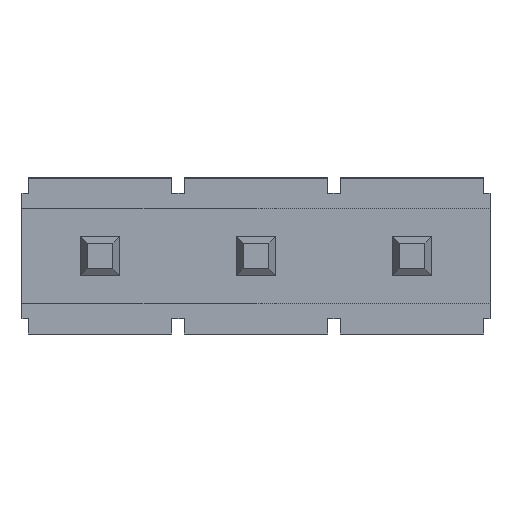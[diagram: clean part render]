
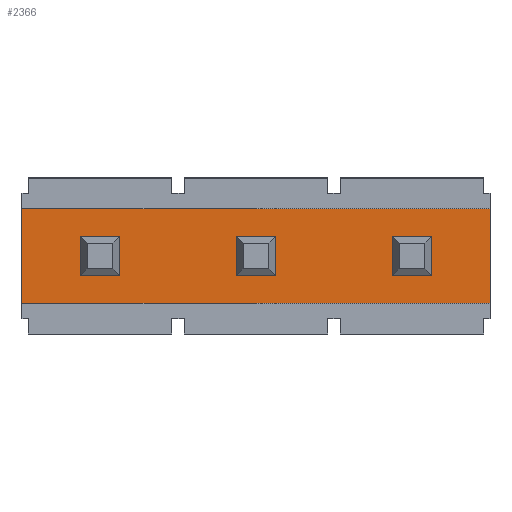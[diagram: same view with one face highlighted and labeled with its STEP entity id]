
A CAD part, front view. The second image highlights one B-rep face of the part: STEP entity #2366.
In plain terms, the highlighted planar face has unit normal (0, -1, 0).
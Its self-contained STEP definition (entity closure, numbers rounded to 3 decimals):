
#7 = VECTOR ( 'NONE', #2222, 1000. ) ;
#19 = CARTESIAN_POINT ( 'NONE',  ( 3.81, 0.75, 0.77 ) ) ;
#95 = EDGE_CURVE ( 'NONE', #887, #1691, #895, .T. ) ;
#118 = CARTESIAN_POINT ( 'NONE',  ( -2.86, 0.75, 0.32 ) ) ;
#146 = VECTOR ( 'NONE', #1609, 1000. ) ;
#164 = LINE ( 'NONE', #1572, #1319 ) ;
#181 = EDGE_CURVE ( 'NONE', #2137, #1113, #164, .T. ) ;
#190 = LINE ( 'NONE', #1136, #713 ) ;
#194 = VERTEX_POINT ( 'NONE', #2340 ) ;
#220 = DIRECTION ( 'NONE',  ( 0., 0., 1. ) ) ;
#255 = DIRECTION ( 'NONE',  ( -1., 0., 0. ) ) ;
#267 = ORIENTED_EDGE ( 'NONE', *, *, #2409, .F. ) ;
#272 = LINE ( 'NONE', #2822, #1376 ) ;
#290 = CARTESIAN_POINT ( 'NONE',  ( 3.81, 0.75, 0.77 ) ) ;
#299 = LINE ( 'NONE', #1029, #1924 ) ;
#309 = CARTESIAN_POINT ( 'NONE',  ( -2.22, 0.75, 0.77 ) ) ;
#315 = CARTESIAN_POINT ( 'NONE',  ( 3.81, 0.75, 0.77 ) ) ;
#331 = CARTESIAN_POINT ( 'NONE',  ( 0.32, 0.75, 0.32 ) ) ;
#361 = FACE_BOUND ( 'NONE', #2776, .T. ) ;
#409 = VECTOR ( 'NONE', #3016, 1000. ) ;
#456 = LINE ( 'NONE', #1552, #146 ) ;
#544 = LINE ( 'NONE', #309, #1672 ) ;
#550 = PLANE ( 'NONE',  #766 ) ;
#552 = VERTEX_POINT ( 'NONE', #1861 ) ;
#557 = VERTEX_POINT ( 'NONE', #629 ) ;
#566 = DIRECTION ( 'NONE',  ( 1., 0., 0. ) ) ;
#581 = CARTESIAN_POINT ( 'NONE',  ( 2.86, 0.75, 0.77 ) ) ;
#629 = CARTESIAN_POINT ( 'NONE',  ( 0.32, 0.75, -0.32 ) ) ;
#653 = CARTESIAN_POINT ( 'NONE',  ( -0.32, 0.75, -0.32 ) ) ;
#679 = CARTESIAN_POINT ( 'NONE',  ( 3.81, 0.75, -0.32 ) ) ;
#703 = VECTOR ( 'NONE', #845, 1000. ) ;
#713 = VECTOR ( 'NONE', #2057, 1000. ) ;
#766 = AXIS2_PLACEMENT_3D ( 'NONE', #1476, #2168, #2467 ) ;
#788 = FACE_BOUND ( 'NONE', #1647, .T. ) ;
#791 = ORIENTED_EDGE ( 'NONE', *, *, #2002, .T. ) ;
#794 = DIRECTION ( 'NONE',  ( 0., 0., -1. ) ) ;
#845 = DIRECTION ( 'NONE',  ( -1., 0., 0. ) ) ;
#872 = VERTEX_POINT ( 'NONE', #2757 ) ;
#883 = EDGE_CURVE ( 'NONE', #557, #1896, #456, .T. ) ;
#887 = VERTEX_POINT ( 'NONE', #2990 ) ;
#894 = ORIENTED_EDGE ( 'NONE', *, *, #1690, .T. ) ;
#895 = LINE ( 'NONE', #1156, #1465 ) ;
#969 = ORIENTED_EDGE ( 'NONE', *, *, #2458, .T. ) ;
#979 = DIRECTION ( 'NONE',  ( 0., 0., -1. ) ) ;
#1029 = CARTESIAN_POINT ( 'NONE',  ( 3.81, 0.75, 0.32 ) ) ;
#1091 = ORIENTED_EDGE ( 'NONE', *, *, #1688, .F. ) ;
#1113 = VERTEX_POINT ( 'NONE', #1124 ) ;
#1122 = DIRECTION ( 'NONE',  ( 0., 0., 1. ) ) ;
#1124 = CARTESIAN_POINT ( 'NONE',  ( 2.86, 0.75, 0.32 ) ) ;
#1136 = CARTESIAN_POINT ( 'NONE',  ( 0.32, 0.75, 0.77 ) ) ;
#1156 = CARTESIAN_POINT ( 'NONE',  ( -2.86, 0.75, 0.77 ) ) ;
#1157 = CARTESIAN_POINT ( 'NONE',  ( 3.81, 0.75, -0.77 ) ) ;
#1220 = CARTESIAN_POINT ( 'NONE',  ( -3.81, 0.75, -0.77 ) ) ;
#1264 = EDGE_CURVE ( 'NONE', #1896, #194, #272, .T. ) ;
#1287 = LINE ( 'NONE', #1542, #703 ) ;
#1319 = VECTOR ( 'NONE', #2323, 1000. ) ;
#1376 = VECTOR ( 'NONE', #220, 1000. ) ;
#1422 = EDGE_CURVE ( 'NONE', #1691, #1639, #1616, .T. ) ;
#1427 = CARTESIAN_POINT ( 'NONE',  ( 2.22, 0.75, 0.77 ) ) ;
#1465 = VECTOR ( 'NONE', #1122, 1000. ) ;
#1476 = CARTESIAN_POINT ( 'NONE',  ( 3.81, 0.75, 0.77 ) ) ;
#1481 = VECTOR ( 'NONE', #2527, 1000. ) ;
#1486 = CARTESIAN_POINT ( 'NONE',  ( 2.22, 0.75, -0.32 ) ) ;
#1542 = CARTESIAN_POINT ( 'NONE',  ( 3.81, 0.75, -0.32 ) ) ;
#1552 = CARTESIAN_POINT ( 'NONE',  ( 3.81, 0.75, -0.32 ) ) ;
#1570 = CARTESIAN_POINT ( 'NONE',  ( 3.81, 0.75, 0.32 ) ) ;
#1572 = CARTESIAN_POINT ( 'NONE',  ( 3.81, 0.75, 0.32 ) ) ;
#1573 = CARTESIAN_POINT ( 'NONE',  ( 3.81, 0.75, -0.77 ) ) ;
#1609 = DIRECTION ( 'NONE',  ( -1., 0., 0. ) ) ;
#1616 = LINE ( 'NONE', #1570, #1481 ) ;
#1629 = ORIENTED_EDGE ( 'NONE', *, *, #1264, .T. ) ;
#1639 = VERTEX_POINT ( 'NONE', #2848 ) ;
#1644 = ORIENTED_EDGE ( 'NONE', *, *, #1741, .T. ) ;
#1645 = EDGE_CURVE ( 'NONE', #1639, #552, #544, .T. ) ;
#1647 = EDGE_LOOP ( 'NONE', ( #2178, #2847, #1871, #1629 ) ) ;
#1672 = VECTOR ( 'NONE', #794, 1000. ) ;
#1673 = VERTEX_POINT ( 'NONE', #1486 ) ;
#1688 = EDGE_CURVE ( 'NONE', #2568, #2524, #2396, .T. ) ;
#1690 = EDGE_CURVE ( 'NONE', #2897, #2174, #2665, .T. ) ;
#1691 = VERTEX_POINT ( 'NONE', #118 ) ;
#1733 = VECTOR ( 'NONE', #2454, 1000. ) ;
#1741 = EDGE_CURVE ( 'NONE', #552, #887, #1287, .T. ) ;
#1760 = LINE ( 'NONE', #581, #7 ) ;
#1861 = CARTESIAN_POINT ( 'NONE',  ( -2.22, 0.75, -0.32 ) ) ;
#1871 = ORIENTED_EDGE ( 'NONE', *, *, #883, .T. ) ;
#1874 = VECTOR ( 'NONE', #255, 1000. ) ;
#1896 = VERTEX_POINT ( 'NONE', #653 ) ;
#1904 = EDGE_LOOP ( 'NONE', ( #894, #267, #1091, #2171 ) ) ;
#1924 = VECTOR ( 'NONE', #566, 1000. ) ;
#1945 = ORIENTED_EDGE ( 'NONE', *, *, #95, .T. ) ;
#1959 = ORIENTED_EDGE ( 'NONE', *, *, #1645, .T. ) ;
#1960 = CARTESIAN_POINT ( 'NONE',  ( -3.81, 0.75, 0.77 ) ) ;
#2002 = EDGE_CURVE ( 'NONE', #1113, #872, #1760, .T. ) ;
#2009 = ORIENTED_EDGE ( 'NONE', *, *, #2499, .T. ) ;
#2022 = CARTESIAN_POINT ( 'NONE',  ( 2.22, 0.75, 0.32 ) ) ;
#2057 = DIRECTION ( 'NONE',  ( 0., 0., -1. ) ) ;
#2058 = ORIENTED_EDGE ( 'NONE', *, *, #1422, .T. ) ;
#2137 = VERTEX_POINT ( 'NONE', #2022 ) ;
#2165 = EDGE_CURVE ( 'NONE', #2568, #2897, #2556, .T. ) ;
#2168 = DIRECTION ( 'NONE',  ( 0., 1., 0. ) ) ;
#2171 = ORIENTED_EDGE ( 'NONE', *, *, #2165, .T. ) ;
#2174 = VERTEX_POINT ( 'NONE', #1220 ) ;
#2178 = ORIENTED_EDGE ( 'NONE', *, *, #2616, .T. ) ;
#2222 = DIRECTION ( 'NONE',  ( 0., 0., -1. ) ) ;
#2234 = DIRECTION ( 'NONE',  ( -1., 0., 0. ) ) ;
#2244 = VECTOR ( 'NONE', #2878, 1000. ) ;
#2284 = VECTOR ( 'NONE', #979, 1000. ) ;
#2323 = DIRECTION ( 'NONE',  ( 1., 0., 0. ) ) ;
#2340 = CARTESIAN_POINT ( 'NONE',  ( -0.32, 0.75, 0.32 ) ) ;
#2366 = ADVANCED_FACE ( 'NONE', ( #361, #2856, #788, #2615 ), #550, .F. ) ;
#2396 = LINE ( 'NONE', #19, #2284 ) ;
#2409 = EDGE_CURVE ( 'NONE', #2524, #2174, #2939, .T. ) ;
#2454 = DIRECTION ( 'NONE',  ( -1., 0., 0. ) ) ;
#2458 = EDGE_CURVE ( 'NONE', #872, #1673, #2735, .T. ) ;
#2467 = DIRECTION ( 'NONE',  ( 0., 0., 1. ) ) ;
#2484 = VECTOR ( 'NONE', #2234, 1000. ) ;
#2499 = EDGE_CURVE ( 'NONE', #1673, #2137, #2535, .T. ) ;
#2524 = VERTEX_POINT ( 'NONE', #1157 ) ;
#2527 = DIRECTION ( 'NONE',  ( 1., 0., 0. ) ) ;
#2535 = LINE ( 'NONE', #1427, #409 ) ;
#2556 = LINE ( 'NONE', #290, #1874 ) ;
#2568 = VERTEX_POINT ( 'NONE', #315 ) ;
#2585 = VERTEX_POINT ( 'NONE', #331 ) ;
#2615 = FACE_OUTER_BOUND ( 'NONE', #1904, .T. ) ;
#2616 = EDGE_CURVE ( 'NONE', #194, #2585, #299, .T. ) ;
#2665 = LINE ( 'NONE', #1960, #2244 ) ;
#2694 = EDGE_LOOP ( 'NONE', ( #2985, #791, #969, #2009 ) ) ;
#2735 = LINE ( 'NONE', #679, #2484 ) ;
#2757 = CARTESIAN_POINT ( 'NONE',  ( 2.86, 0.75, -0.32 ) ) ;
#2776 = EDGE_LOOP ( 'NONE', ( #2058, #1959, #1644, #1945 ) ) ;
#2783 = CARTESIAN_POINT ( 'NONE',  ( -3.81, 0.75, 0.77 ) ) ;
#2822 = CARTESIAN_POINT ( 'NONE',  ( -0.32, 0.75, 0.77 ) ) ;
#2847 = ORIENTED_EDGE ( 'NONE', *, *, #2975, .T. ) ;
#2848 = CARTESIAN_POINT ( 'NONE',  ( -2.22, 0.75, 0.32 ) ) ;
#2856 = FACE_BOUND ( 'NONE', #2694, .T. ) ;
#2878 = DIRECTION ( 'NONE',  ( 0., 0., -1. ) ) ;
#2897 = VERTEX_POINT ( 'NONE', #2783 ) ;
#2939 = LINE ( 'NONE', #1573, #1733 ) ;
#2975 = EDGE_CURVE ( 'NONE', #2585, #557, #190, .T. ) ;
#2985 = ORIENTED_EDGE ( 'NONE', *, *, #181, .T. ) ;
#2990 = CARTESIAN_POINT ( 'NONE',  ( -2.86, 0.75, -0.32 ) ) ;
#3016 = DIRECTION ( 'NONE',  ( 0., 0., 1. ) ) ;
